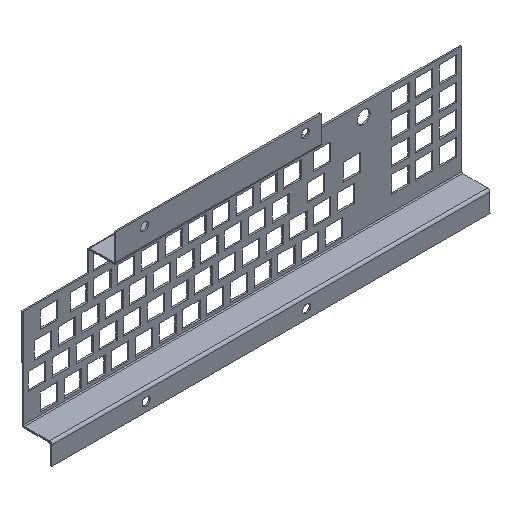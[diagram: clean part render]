
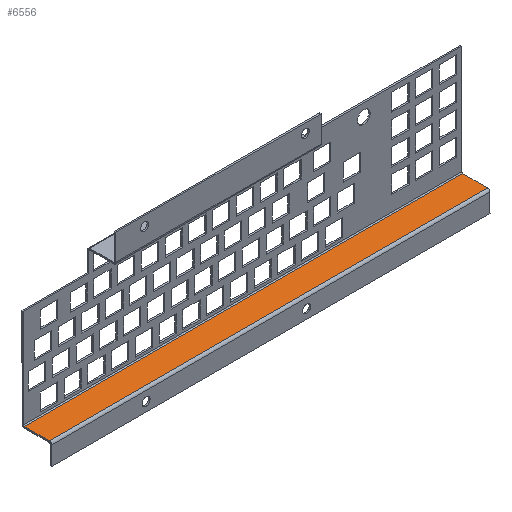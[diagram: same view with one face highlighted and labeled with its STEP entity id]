
A CAD part, isometric view. The second image highlights one B-rep face of the part: STEP entity #6556.
In plain terms, the highlighted planar face has unit normal (0, 0, 1).
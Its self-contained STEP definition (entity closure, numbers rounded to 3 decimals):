
#193=PLANE('',#6916);
#512=FACE_OUTER_BOUND('',#983,.T.);
#983=EDGE_LOOP('',(#5350,#5351,#5352,#5353));
#1887=LINE('',#10087,#2792);
#1888=LINE('',#10091,#2793);
#1889=LINE('',#10093,#2794);
#1890=LINE('',#10094,#2795);
#2792=VECTOR('',#7934,10.);
#2793=VECTOR('',#7939,10.);
#2794=VECTOR('',#7940,10.);
#2795=VECTOR('',#7941,10.);
#3710=VERTEX_POINT('',#10073);
#3711=VERTEX_POINT('',#10077);
#3713=VERTEX_POINT('',#10090);
#3714=VERTEX_POINT('',#10092);
#4353=EDGE_CURVE('',#3710,#3711,#1887,.T.);
#4354=EDGE_CURVE('',#3711,#3713,#1888,.T.);
#4355=EDGE_CURVE('',#3713,#3714,#1889,.T.);
#4356=EDGE_CURVE('',#3714,#3710,#1890,.T.);
#5350=ORIENTED_EDGE('',*,*,#4353,.T.);
#5351=ORIENTED_EDGE('',*,*,#4354,.T.);
#5352=ORIENTED_EDGE('',*,*,#4355,.T.);
#5353=ORIENTED_EDGE('',*,*,#4356,.T.);
#6556=ADVANCED_FACE('',(#512),#193,.T.);
#6916=AXIS2_PLACEMENT_3D('',#10089,#7937,#7938);
#7934=DIRECTION('',(1.,0.,0.));
#7937=DIRECTION('center_axis',(0.,0.,
1.));
#7938=DIRECTION('ref_axis',(0.,-1.,0.));
#7939=DIRECTION('',(0.,1.,0.));
#7940=DIRECTION('',(-1.,0.,0.));
#7941=DIRECTION('',(0.,-1.,0.));
#10073=CARTESIAN_POINT('',(4.5,-22.018,4.22));
#10077=CARTESIAN_POINT('',(356.801,-22.018,4.235));
#10087=CARTESIAN_POINT('',(92.575,-22.018,4.224));
#10089=CARTESIAN_POINT('Origin',(180.651,-11.952,4.227));
#10090=CARTESIAN_POINT('',(356.801,-1.982,4.235));
#10091=CARTESIAN_POINT('',(356.801,-1.982,4.235));
#10092=CARTESIAN_POINT('',(4.5,-1.982,4.22));
#10093=CARTESIAN_POINT('',(180.651,-1.982,4.227));
#10094=CARTESIAN_POINT('',(4.5,-1.982,4.22));
